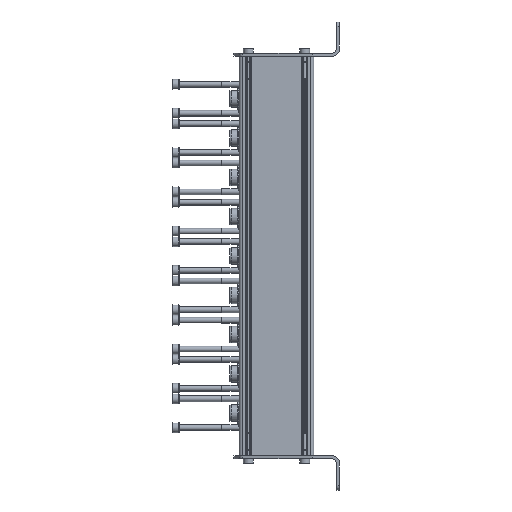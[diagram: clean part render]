
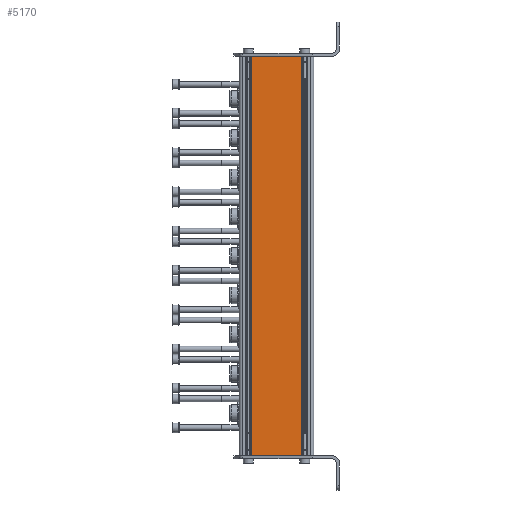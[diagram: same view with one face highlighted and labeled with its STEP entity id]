
A CAD part, left-side view. The second image highlights one B-rep face of the part: STEP entity #5170.
In plain terms, the highlighted planar face has unit normal (-1, 0, 0).
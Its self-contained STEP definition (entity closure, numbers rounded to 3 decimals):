
#400=LINE('',#8527,#730);
#401=LINE('',#8529,#731);
#402=LINE('',#8531,#732);
#403=LINE('',#8533,#733);
#730=VECTOR('',#6651,1000.);
#731=VECTOR('',#6654,1000.);
#732=VECTOR('',#6655,1000.);
#733=VECTOR('',#6656,1000.);
#964=PLANE('',#5668);
#1689=ORIENTED_EDGE('',*,*,#2984,.F.);
#1690=ORIENTED_EDGE('',*,*,#2983,.F.);
#1691=ORIENTED_EDGE('',*,*,#2985,.T.);
#1692=ORIENTED_EDGE('',*,*,#2986,.T.);
#2983=EDGE_CURVE('',#3598,#3597,#400,.T.);
#2984=EDGE_CURVE('',#3597,#3599,#401,.T.);
#2985=EDGE_CURVE('',#3598,#3600,#402,.T.);
#2986=EDGE_CURVE('',#3600,#3599,#403,.T.);
#3597=VERTEX_POINT('',#8524);
#3598=VERTEX_POINT('',#8526);
#3599=VERTEX_POINT('',#8530);
#3600=VERTEX_POINT('',#8532);
#4074=EDGE_LOOP('',(#1689,#1690,#1691,#1692));
#4566=FACE_BOUND('',#4074,.T.);
#5170=ADVANCED_FACE('',(#4566),#964,.T.);
#5668=AXIS2_PLACEMENT_3D('',#8528,#6652,#6653);
#6651=DIRECTION('',(0.,0.,1.));
#6652=DIRECTION('',(-1.,0.,0.));
#6653=DIRECTION('',(0.,0.,1.));
#6654=DIRECTION('',(0.,-1.,0.));
#6655=DIRECTION('',(0.,-1.,0.));
#6656=DIRECTION('',(0.,0.,1.));
#8524=CARTESIAN_POINT('',(-14.35,17.679,0.));
#8526=CARTESIAN_POINT('',(-14.35,17.679,-279.5));
#8527=CARTESIAN_POINT('',(-14.35,17.679,-279.5));
#8528=CARTESIAN_POINT('',(-14.35,17.679,-279.5));
#8529=CARTESIAN_POINT('',(-14.35,17.679,0.));
#8530=CARTESIAN_POINT('',(-14.35,-17.679,0.));
#8531=CARTESIAN_POINT('',(-14.35,17.679,-279.5));
#8532=CARTESIAN_POINT('',(-14.35,-17.679,-279.5));
#8533=CARTESIAN_POINT('',(-14.35,-17.679,-279.5));
